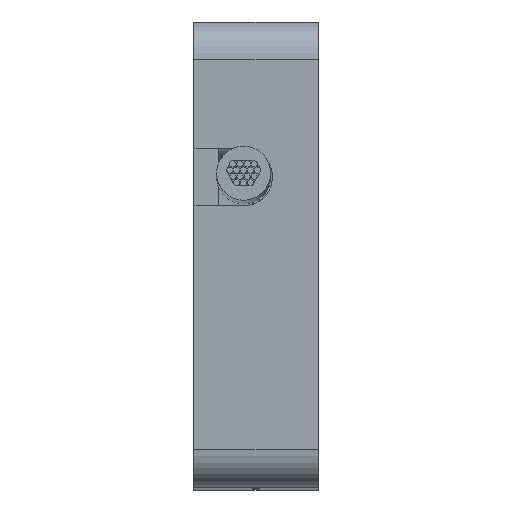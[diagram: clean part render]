
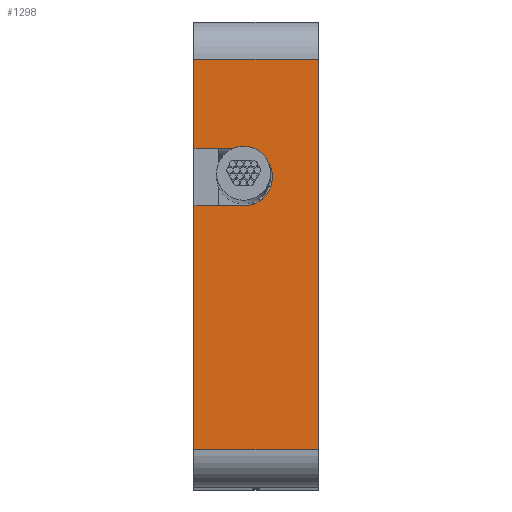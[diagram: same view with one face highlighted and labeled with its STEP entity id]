
A CAD part, top view. The second image highlights one B-rep face of the part: STEP entity #1298.
In plain terms, the highlighted planar face has unit normal (0, 0, 1).
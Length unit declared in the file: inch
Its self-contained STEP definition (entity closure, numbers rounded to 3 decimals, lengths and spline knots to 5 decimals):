
#25=DIRECTION('',(0.,-1.,0.));
#26=VECTOR('',#25,0.3935);
#27=CARTESIAN_POINT('',(0.,0.0785,1.375));
#28=LINE('',#27,#26);
#61=DIRECTION('',(0.,-1.,0.));
#62=VECTOR('',#61,0.1435);
#63=CARTESIAN_POINT('',(0.,0.315,1.375));
#64=LINE('',#63,#62);
#116=DIRECTION('',(0.,-1.,0.));
#117=VECTOR('',#116,0.63);
#118=CARTESIAN_POINT('',(0.2,0.315,1.375));
#119=LINE('',#118,#117);
#325=DIRECTION('',(1.,0.,0.));
#326=VECTOR('',#325,0.08);
#327=CARTESIAN_POINT('',(0.,0.0785,1.375));
#328=LINE('',#327,#326);
#329=CARTESIAN_POINT('',(0.08,0.125,1.375));
#330=DIRECTION('',(0.,0.,1.));
#331=DIRECTION('',(0.,-1.,0.));
#332=AXIS2_PLACEMENT_3D('',#329,#330,#331);
#334=DIRECTION('',(1.,0.,0.));
#335=VECTOR('',#334,0.08);
#336=CARTESIAN_POINT('',(0.,0.1715,1.375));
#337=LINE('',#336,#335);
#338=DIRECTION('',(-1.,0.,0.));
#339=VECTOR('',#338,0.2);
#340=CARTESIAN_POINT('',(0.2,0.315,1.375));
#341=LINE('',#340,#339);
#342=DIRECTION('',(-1.,0.,0.));
#343=VECTOR('',#342,0.2);
#344=CARTESIAN_POINT('',(0.2,-0.315,1.375));
#345=LINE('',#344,#343);
#790=CARTESIAN_POINT('',(0.,0.315,1.375));
#792=VERTEX_POINT('',#790);
#796=CARTESIAN_POINT('',(0.2,0.315,1.375));
#797=VERTEX_POINT('',#796);
#799=CARTESIAN_POINT('',(0.,-0.315,1.375));
#801=VERTEX_POINT('',#799);
#802=CARTESIAN_POINT('',(0.2,-0.315,1.375));
#803=VERTEX_POINT('',#802);
#852=CARTESIAN_POINT('',(0.,0.0785,1.375));
#854=VERTEX_POINT('',#852);
#856=CARTESIAN_POINT('',(0.,0.1715,1.375));
#858=VERTEX_POINT('',#856);
#860=CARTESIAN_POINT('',(0.08,0.0785,1.375));
#861=VERTEX_POINT('',#860);
#862=CARTESIAN_POINT('',(0.08,0.1715,1.375));
#863=VERTEX_POINT('',#862);
#1279=CARTESIAN_POINT('',(0.,0.375,1.375));
#1280=DIRECTION('',(0.,0.,1.));
#1281=DIRECTION('',(0.,-1.,0.));
#1282=AXIS2_PLACEMENT_3D('',#1279,#1280,#1281);
#1283=PLANE('',#1282);
#1285=ORIENTED_EDGE('',*,*,#1284,.T.);
#1287=ORIENTED_EDGE('',*,*,#1286,.T.);
#1289=ORIENTED_EDGE('',*,*,#1288,.F.);
#1290=ORIENTED_EDGE('',*,*,#1020,.F.);
#1292=ORIENTED_EDGE('',*,*,#1291,.F.);
#1293=ORIENTED_EDGE('',*,*,#1098,.T.);
#1294=ORIENTED_EDGE('',*,*,#1272,.T.);
#1295=ORIENTED_EDGE('',*,*,#1004,.F.);
#1296=EDGE_LOOP('',(#1285,#1287,#1289,#1290,#1292,#1293,#1294,#1295));
#1297=FACE_OUTER_BOUND('',#1296,.F.);
#1298=ADVANCED_FACE('',(#1297),#1283,.T.);
#333=CIRCLE('',#332,0.0465);
#1004=EDGE_CURVE('',#854,#801,#28,.T.);
#1020=EDGE_CURVE('',#792,#858,#64,.T.);
#1098=EDGE_CURVE('',#797,#803,#119,.T.);
#1272=EDGE_CURVE('',#803,#801,#345,.T.);
#1284=EDGE_CURVE('',#854,#861,#328,.T.);
#1286=EDGE_CURVE('',#861,#863,#333,.T.);
#1288=EDGE_CURVE('',#858,#863,#337,.T.);
#1291=EDGE_CURVE('',#797,#792,#341,.T.);
